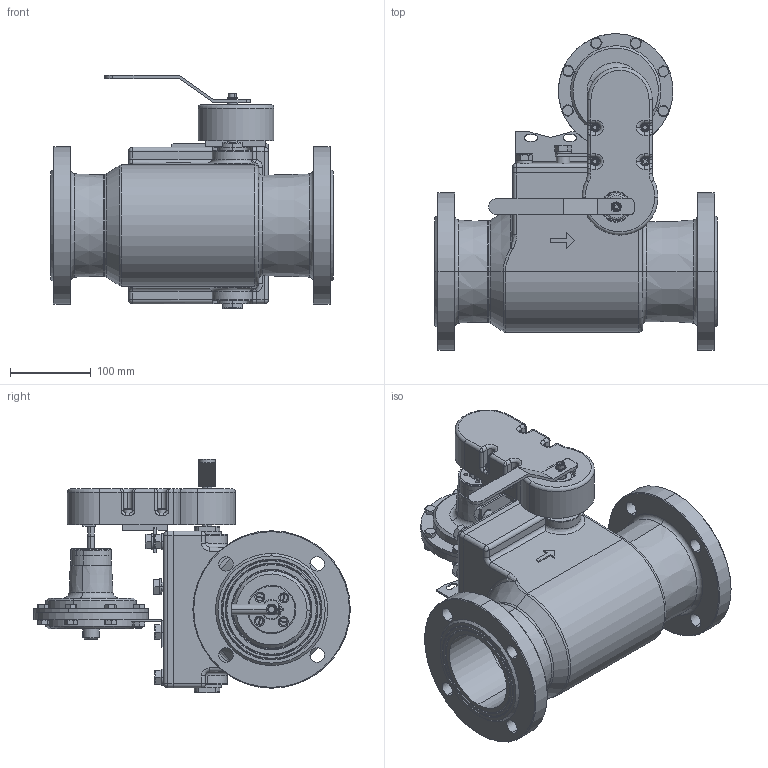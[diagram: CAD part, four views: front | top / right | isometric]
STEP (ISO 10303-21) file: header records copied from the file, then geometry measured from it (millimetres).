
FILE_DESCRIPTION (( 'STEP AP203' ), '1' );
FILE_NAME ('ﾑﾟﾌﾈ.492915-367ﾑﾁ - ﾊﾏﾇ-80 ﾋ裘隆.STEP', '2019-10-18T10:32:52', ( '' ), ( '' ), 'SwSTEP 2.0', 'SolidWorks 2018', '' );
FILE_SCHEMA (( 'CONFIG_CONTROL_DESIGN' ));
Length unit declared in the file: millimetre
Products named in the file (1): ﾑﾟﾌﾈ.492915-367ﾑﾁ - ﾊﾏﾇ-80 ﾋ裘隆
Bounding box: 350 x 392.23 x 289 mm (x, y, z)
Volume: 4427850.5 mm3; surface area: 1042540.6 mm2
Topology: 111 solids, 111 shells, 3095 faces, 7009 edges, 4218 vertices
Faces by surface type: cylinder 1049, plane 927, cone 728, torus 258, sphere 67, bspline 66
Entity records: 111782 total; most frequent: CARTESIAN_POINT 41833, DIRECTION 15426, ORIENTED_EDGE 13862, EDGE_CURVE 6931, AXIS2_PLACEMENT_3D 6310, VERTEX_POINT 4201, EDGE_LOOP 3548, CIRCLE 3280
